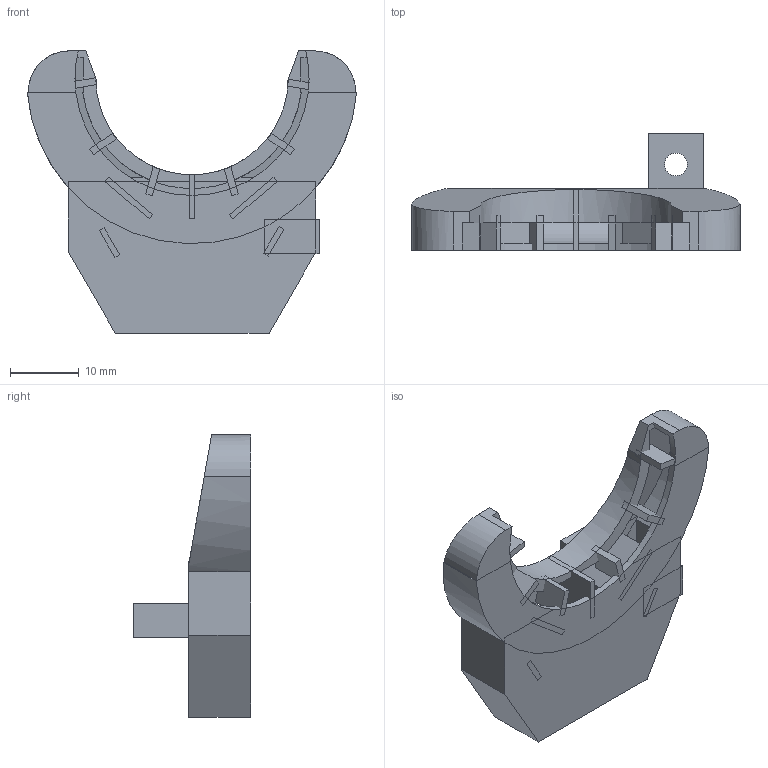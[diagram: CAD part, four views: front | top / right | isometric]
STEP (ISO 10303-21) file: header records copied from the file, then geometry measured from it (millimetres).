
FILE_DESCRIPTION(('FreeCAD Model'),'2;1');
FILE_NAME('nozzle-fan.step', '2017-12-05T20:04:17',('Author'),(''), 'Open CASCADE STEP processor 6.8','FreeCAD','Unknown');
FILE_SCHEMA(('AUTOMOTIVE_DESIGN_CC2 { 1 2 10303 214 -1 1 5 4 }'));
Length unit declared in the file: millimetre
Products named in the file (13): ASSEMBLY; difference011; cube029; cube030; cube031; cube032; cube033; cube037; cube036; cube035; cube038; cube039; cube034
Assembly tree (12 placements, depth 2):
  ASSEMBLY
    difference011
    cube029
    cube030
    cube031
    cube032
    cube033
    cube037
    cube036
    cube035
    cube038
    cube039
    cube034
Bounding box: 47.83 x 17 x 41 mm (x, y, z)
Volume: 3666.5 mm3; surface area: 6725.2 mm2
Topology: 12 solids, 12 shells, 159 faces, 384 edges, 249 vertices
Faces by surface type: plane 143, cylinder 16
Full cylindrical faces by diameter (mm): 3.3 x1, 6.2 x1
Entity records: 9870 total; most frequent: CARTESIAN_POINT 2070, DIRECTION 1310, LINE 814, VECTOR 814, ORIENTED_EDGE 768, PCURVE 768, DEFINITIONAL_REPRESENTATION 768, EDGE_CURVE 384
